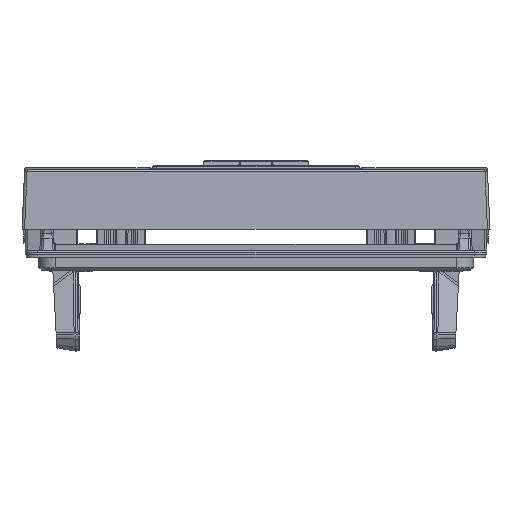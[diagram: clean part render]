
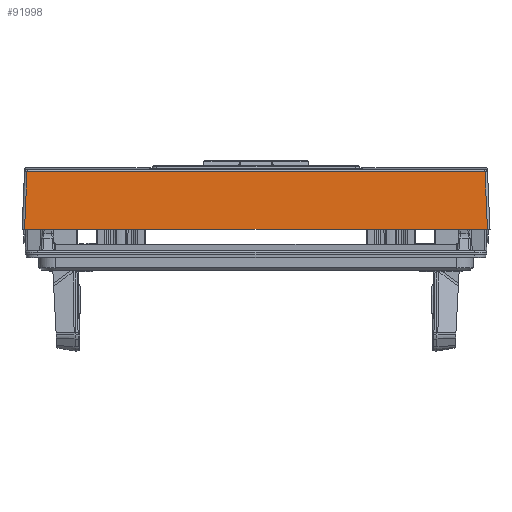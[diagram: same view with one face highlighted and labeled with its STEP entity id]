
A CAD part, front view. The second image highlights one B-rep face of the part: STEP entity #91998.
In plain terms, the highlighted face is planar.
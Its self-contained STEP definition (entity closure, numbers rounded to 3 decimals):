
#64081=CARTESIAN_POINT('',(-27.5,0.602,27.3));
#64095=CARTESIAN_POINT('',(27.5,0.602,27.3));
#64204=DIRECTION('',(-0.044,-0.998,0.044));
#64205=VECTOR('',#64204,6.834);
#64206=CARTESIAN_POINT('',(-27.202,7.423,
27.002));
#64207=LINE('3431',#64206,#64205);
#64208=DIRECTION('',(-1.,0.,0.));
#64209=VECTOR('',#64208,54.405);
#64210=CARTESIAN_POINT('',(27.202,7.423,27.002));
#64211=LINE('22885',#64210,#64209);
#64212=DIRECTION('',(0.044,-0.998,0.044));
#64213=VECTOR('',#64212,6.834);
#64214=CARTESIAN_POINT('',(27.202,7.423,27.002));
#64215=LINE('3432',#64214,#64213);
#64216=DIRECTION('',(1.,0.,0.));
#64217=VECTOR('',#64216,55.001);
#64218=CARTESIAN_POINT('',(-27.5,0.602,27.3));
#64219=LINE('3416',#64218,#64217);
#86313=VERTEX_POINT('',#64081);
#86316=VERTEX_POINT('',#64095);
#86323=CARTESIAN_POINT('',(-27.202,7.423,
27.002));
#86324=VERTEX_POINT('',#86323);
#86325=CARTESIAN_POINT('',(27.202,7.423,27.002));
#86326=VERTEX_POINT('',#86325);
#91986=CARTESIAN_POINT('',(-28.92,0.602,27.3));
#91987=DIRECTION('',(0.,0.044,0.999));
#91988=DIRECTION('',(-1.,0.,0.));
#91989=AXIS2_PLACEMENT_3D('',#91986,#91987,#91988);
#91990=PLANE('3306',#91989);
#91991=ORIENTED_EDGE('3431',*,*,#91835,.F.);
#91993=ORIENTED_EDGE('22885',*,*,#91992,.F.);
#91994=ORIENTED_EDGE('3432',*,*,#91977,.T.);
#91995=ORIENTED_EDGE('3416',*,*,#91809,.F.);
#91996=EDGE_LOOP('3306',(#91991,#91993,#91994,#91995));
#91997=FACE_OUTER_BOUND('3306',#91996,.F.);
#91809=EDGE_CURVE('3416',#86313,#86316,#64219,.T.);
#91835=EDGE_CURVE('3431',#86324,#86313,#64207,.T.);
#91977=EDGE_CURVE('3432',#86326,#86316,#64215,.T.);
#91992=EDGE_CURVE('22885',#86326,#86324,#64211,.T.);
#91998=ADVANCED_FACE('3306',(#91997),#91990,.T.);
